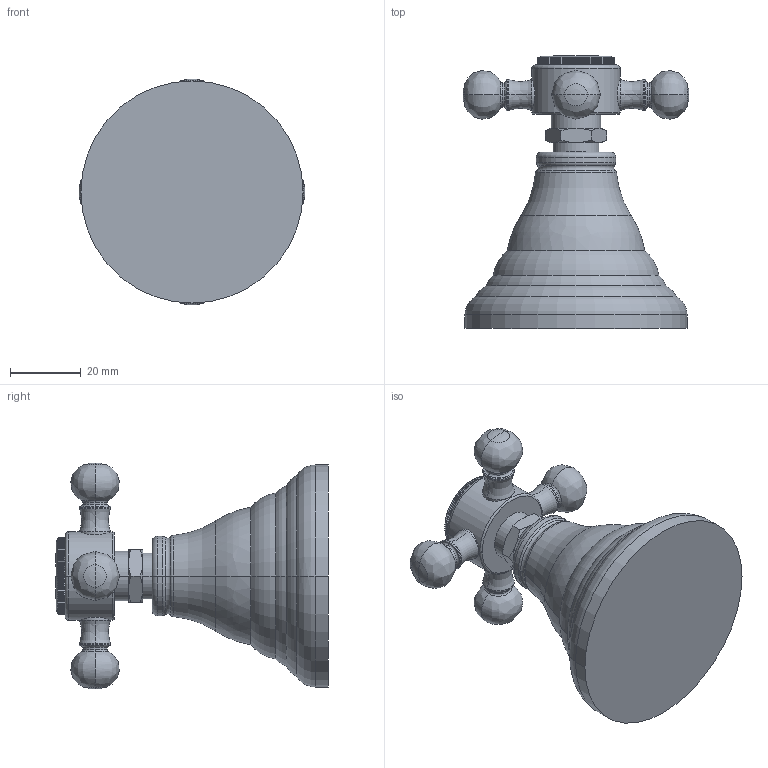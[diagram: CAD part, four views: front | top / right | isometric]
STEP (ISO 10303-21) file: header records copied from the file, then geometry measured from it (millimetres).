
FILE_DESCRIPTION((''),'2;1');
FILE_NAME('FBLV010CR','2021-11-11T08:56:03',('ut3'),('PAFFONI SpA'),'CREO PARAMETRIC BY PTC INC, 2020044','CREO PARAMETRIC BY PTC INC, 2020044','');
FILE_SCHEMA(('CONFIG_CONTROL_DESIGN','SHAPE_APPEARANCE_LAYERS_GROUPS'));
Length unit declared in the file: millimetre
Products named in the file (1): FBLV010CR
Bounding box: 64.07 x 77.4 x 64.07 mm (x, y, z)
Volume: 85640.6 mm3; surface area: 15848.5 mm2
Topology: 1 solids, 1 shells, 441 faces, 1194 edges, 757 vertices
Faces by surface type: plane 217, cylinder 136, torus 56, cone 12, bspline 10, sphere 10
Entity records: 18280 total; most frequent: CARTESIAN_POINT 3754, ORIENTED_EDGE 2368, DIRECTION 2226, EDGE_CURVE 1184, AXIS2_PLACEMENT_3D 845, VERTEX_POINT 757, FILL_AREA_STYLE_COLOUR 540, FILL_AREA_STYLE 540
